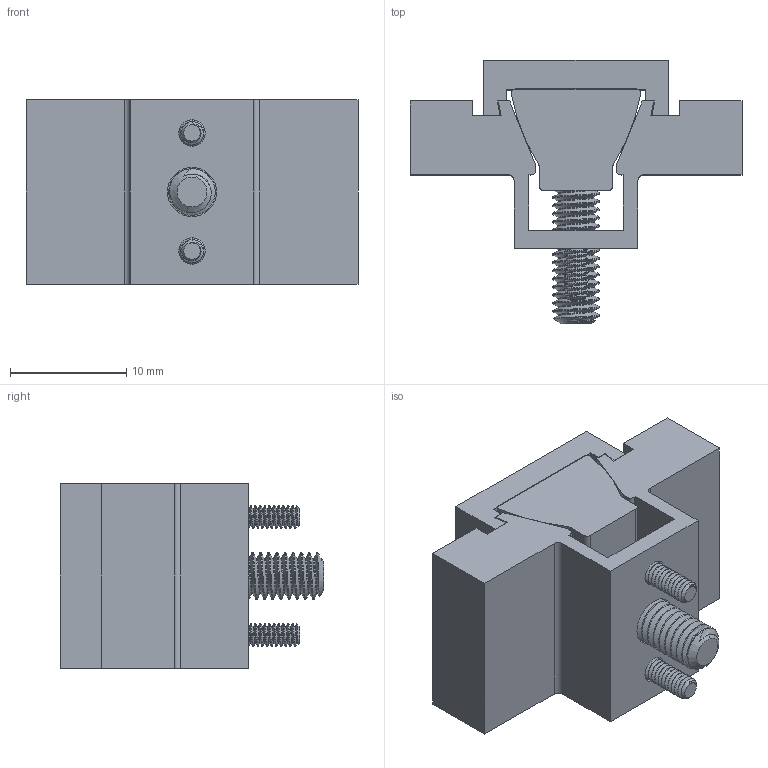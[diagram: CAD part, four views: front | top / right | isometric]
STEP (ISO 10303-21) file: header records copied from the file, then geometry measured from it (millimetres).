
FILE_DESCRIPTION (( 'STEP AP214' ), '1' );
FILE_NAME ('80050.STEP', '2020-01-20T19:42:10', ( 'Mike W' ), ( '' ), 'SwSTEP 2.0', 'SolidWorks 2018', '' );
FILE_SCHEMA (( 'AUTOMOTIVE_DESIGN' ));
Length unit declared in the file: inch
Products named in the file (6): 60143_60143; M416MM SHCS_M416MM SHCS; 60310_60310; 60140_60140; 80050; M26MM FHCS_M26MM FHCS
Assembly tree (6 placements, depth 2):
  80050
    60140_60140
    60310_60310
    M416MM SHCS_M416MM SHCS
    60143_60143
    M26MM FHCS_M26MM FHCS  x2
Bounding box: 28.57 x 22.67 x 15.88 mm (x, y, z)
Volume: 4296.1 mm3; surface area: 4329.2 mm2
Topology: 6 solids, 6 shells, 344 faces, 926 edges, 599 vertices
Faces by surface type: cylinder 218, plane 77, cone 43, bspline 6
Entity records: 12619 total; most frequent: CARTESIAN_POINT 6327, ORIENTED_EDGE 1466, DIRECTION 1077, EDGE_CURVE 733, VERTEX_POINT 476, AXIS2_PLACEMENT_3D 372, VECTOR 333, LINE 333
